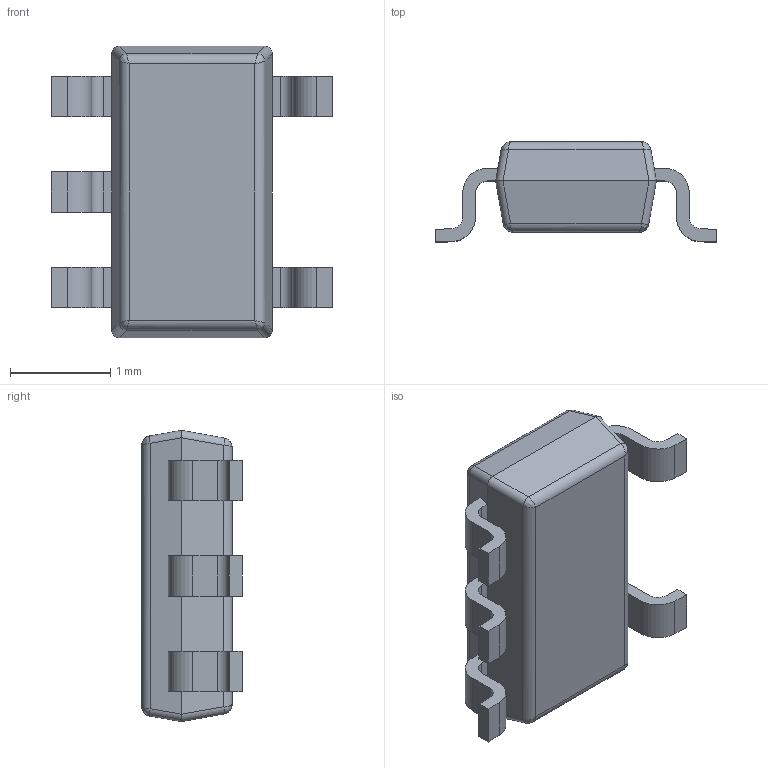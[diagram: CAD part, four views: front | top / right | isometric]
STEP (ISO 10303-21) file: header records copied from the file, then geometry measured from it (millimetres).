
FILE_DESCRIPTION (( 'STEP AP214' ), '1' );
FILE_NAME ('MIC2288YD5-TR.STEP', '2022-10-04T16:55:25', ( '' ), ( '' ), 'SwSTEP 2.0', 'SolidWorks 2017', '' );
FILE_SCHEMA (( 'AUTOMOTIVE_DESIGN' ));
Length unit declared in the file: millimetre
Products named in the file (1): MIC2288YD5-TR
Bounding box: 2.8 x 1 x 2.9 mm (x, y, z)
Volume: 4.1 mm3; surface area: 21.5 mm2
Topology: 7 solids, 7 shells, 111 faces, 264 edges, 160 vertices
Faces by surface type: plane 63, cylinder 40, bspline 8
Entity records: 3282 total; most frequent: CARTESIAN_POINT 724, ORIENTED_EDGE 512, DIRECTION 500, EDGE_CURVE 256, VECTOR 180, LINE 180, AXIS2_PLACEMENT_3D 160, VERTEX_POINT 160
